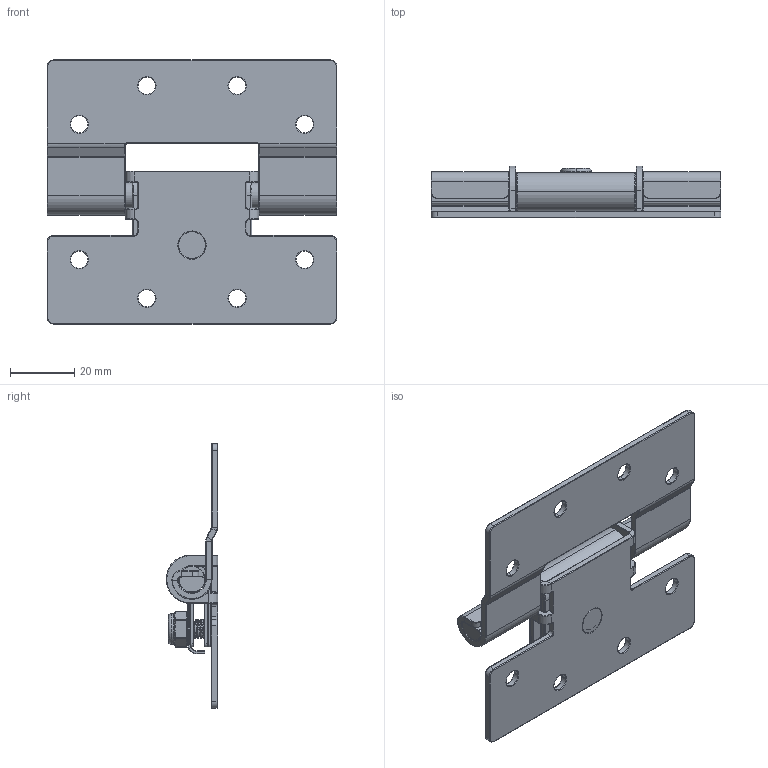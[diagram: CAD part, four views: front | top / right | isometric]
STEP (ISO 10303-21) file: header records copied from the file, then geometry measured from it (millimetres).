
FILE_DESCRIPTION (( 'STEP AP214' ), '1' );
FILE_NAME ('HGS-3021-R.STEP', '2024-02-02T00:47:36', ( '' ), ( '' ), 'SwSTEP 2.0', 'SolidWorks 2016', '' );
FILE_SCHEMA (( 'AUTOMOTIVE_DESIGN' ));
Length unit declared in the file: millimetre
Products named in the file (8): 綹?え-1; HGS-3021-R; 脣誏; 郯攝杶璃; 捼淕蹟譫; 石墨墊片; 綹?え-2; 蹟翐
Assembly tree (7 placements, depth 2):
  HGS-3021-R
    綹?え-1
    綹?え-2
    郯攝杶璃
    石墨墊片
    蹟翐
    捼淕蹟譫
    脣誏
Bounding box: 90 x 16.07 x 82 mm (x, y, z)
Volume: 23773.1 mm3; surface area: 29312.7 mm2
Topology: 7 solids, 7 shells, 697 faces, 1603 edges, 914 vertices
Faces by surface type: cylinder 276, torus 236, plane 113, bspline 69, cone 3
Entity records: 23750 total; most frequent: CARTESIAN_POINT 7898, DIRECTION 3519, ORIENTED_EDGE 3198, EDGE_CURVE 1599, AXIS2_PLACEMENT_3D 1511, VERTEX_POINT 914, CIRCLE 873, EDGE_LOOP 727
